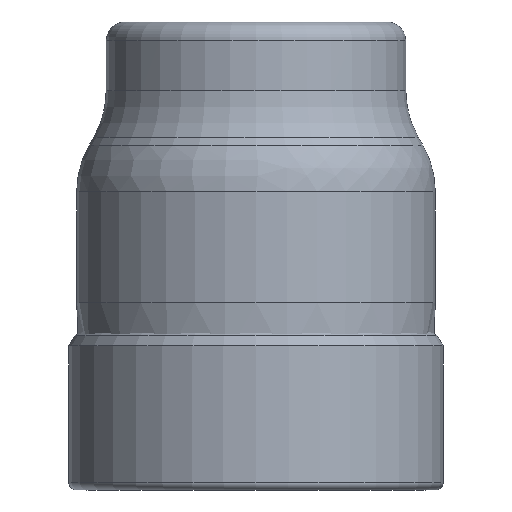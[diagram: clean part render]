
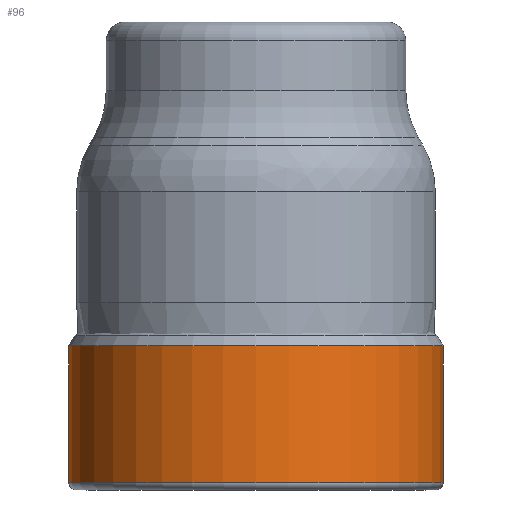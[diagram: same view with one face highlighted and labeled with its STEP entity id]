
A CAD part, front view. The second image highlights one B-rep face of the part: STEP entity #96.
In plain terms, the highlighted cylindrical face has radius 20 mm (diameter 40 mm), a partial arc.
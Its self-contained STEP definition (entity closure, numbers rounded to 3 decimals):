
#44=CYLINDRICAL_SURFACE('',#1269,20.);
#96=ADVANCED_FACE('',(#201),#44,.T.);
#201=FACE_OUTER_BOUND('',#269,.T.);
#269=EDGE_LOOP('',(#358,#359,#360,#361));
#358=ORIENTED_EDGE('',*,*,#749,.T.);
#359=ORIENTED_EDGE('',*,*,#748,.F.);
#360=ORIENTED_EDGE('',*,*,#750,.F.);
#361=ORIENTED_EDGE('',*,*,#751,.F.);
#656=VERTEX_POINT('',#1905);
#657=VERTEX_POINT('',#1907);
#658=VERTEX_POINT('',#1913);
#659=VERTEX_POINT('',#1915);
#748=EDGE_CURVE('',#657,#656,#902,.T.);
#749=EDGE_CURVE('',#658,#656,#1066,.T.);
#750=EDGE_CURVE('',#659,#657,#1067,.T.);
#751=EDGE_CURVE('',#658,#659,#903,.T.);
#902=CIRCLE('',#1266,20.);
#903=CIRCLE('',#1268,20.);
#1066=LINE('',#1912,#1126);
#1067=LINE('',#1914,#1127);
#1126=VECTOR('',#1493,1.);
#1127=VECTOR('',#1494,1.);
#1266=AXIS2_PLACEMENT_3D('',#1910,#1489,#1490);
#1268=AXIS2_PLACEMENT_3D('',#1916,#1495,#1496);
#1269=AXIS2_PLACEMENT_3D('',#1917,#1497,#1498);
#1489=DIRECTION('',(0.,0.,-1.));
#1490=DIRECTION('',(1.,0.,0.));
#1493=DIRECTION('',(0.,0.,-1.));
#1494=DIRECTION('',(0.,0.,-1.));
#1495=DIRECTION('',(0.,0.,1.));
#1496=DIRECTION('',(-1.,0.,0.));
#1497=DIRECTION('',(0.,0.,-1.));
#1498=DIRECTION('',(-1.,0.,0.));
#1905=CARTESIAN_POINT('',(-20.,0.,-49.2));
#1907=CARTESIAN_POINT('',(20.,0.,-49.2));
#1910=CARTESIAN_POINT('',(0.,0.,-49.2));
#1912=CARTESIAN_POINT('',(-20.,0.,-34.607));
#1913=CARTESIAN_POINT('',(-20.,0.,-34.607));
#1914=CARTESIAN_POINT('',(20.,0.,-34.607));
#1915=CARTESIAN_POINT('',(20.,0.,-34.607));
#1916=CARTESIAN_POINT('',(0.,0.,-34.607));
#1917=CARTESIAN_POINT('',(0.,0.,-27.251));
